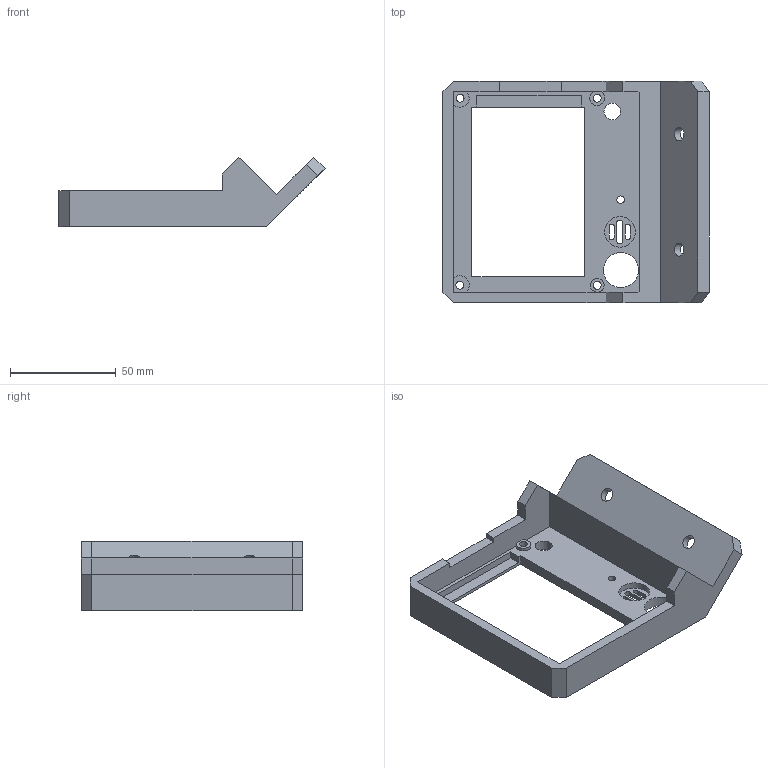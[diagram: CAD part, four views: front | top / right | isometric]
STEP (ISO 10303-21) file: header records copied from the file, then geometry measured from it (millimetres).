
FILE_DESCRIPTION(/* description */ (''),/* implementation_level */ '2;1');
FILE_NAME(/* name */ '11b736d5-5cbe-4942-8923-ddf8aeac4e80.stp',/* time_stamp */ '2017-02-26T11:47:05-05:00',/* author */ (''),/* organization */ (''),/* preprocessor_version */ 'ST-DEVELOPER v16.5',/* originating_system */ 'Autodesk Translation Framework v5.2.0.2920',/* authorisation */ '');
FILE_SCHEMA (('AUTOMOTIVE_DESIGN { 1 0 10303 214 3 1 1 }'));
Length unit declared in the file: millimetre
Products named in the file (1): (1) LCD Mount Front v2
Bounding box: 125.68 x 104.5 x 32.98 mm (x, y, z)
Volume: 82814.7 mm3; surface area: 33814.7 mm2
Topology: 1 solids, 1 shells, 69 faces, 194 edges, 130 vertices
Faces by surface type: plane 47, cylinder 22
Full cylindrical faces by diameter (mm): 3.544 x1, 3.75 x4, 6.3 x2, 7.945 x1, 13 x2, 14.5 x1, 16.5 x1
Entity records: 2231 total; most frequent: CARTESIAN_POINT 378, DIRECTION 364, ORIENTED_EDGE 360, EDGE_CURVE 180, LINE 136, VECTOR 136, VERTEX_POINT 128, AXIS2_PLACEMENT_3D 114
